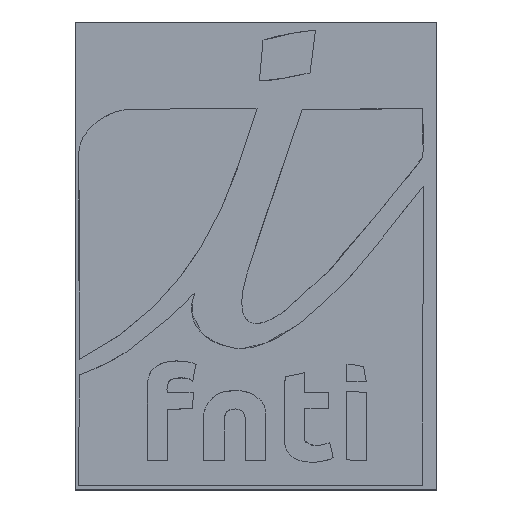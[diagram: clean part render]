
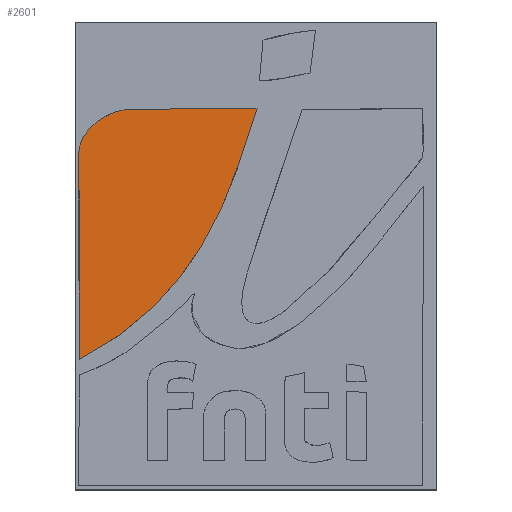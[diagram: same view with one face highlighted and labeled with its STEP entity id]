
A CAD part, top view. The second image highlights one B-rep face of the part: STEP entity #2601.
In plain terms, the highlighted planar face has unit normal (0, 0, 1).
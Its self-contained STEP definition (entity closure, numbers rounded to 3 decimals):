
#567 = SURFACE_OF_LINEAR_EXTRUSION('',#568,#573);
#568 = B_SPLINE_CURVE_WITH_KNOTS('',3,(#569,#570,#571,#572),
  .UNSPECIFIED.,.F.,.F.,(4,4),(0.,1.),.PIECEWISE_BEZIER_KNOTS.);
#569 = CARTESIAN_POINT('',(179.477,-99.462,0.));
#570 = CARTESIAN_POINT('',(163.471,-99.676,0.));
#571 = CARTESIAN_POINT('',(119.742,-100.552,0.));
#572 = CARTESIAN_POINT('',(90.699,-99.889,0.));
#573 = VECTOR('',#574,1.);
#574 = DIRECTION('',(-0.,-0.,-1.));
#600 = SURFACE_OF_LINEAR_EXTRUSION('',#601,#606);
#601 = B_SPLINE_CURVE_WITH_KNOTS('',3,(#602,#603,#604,#605),
  .UNSPECIFIED.,.F.,.F.,(4,4),(0.,1.),.PIECEWISE_BEZIER_KNOTS.);
#602 = CARTESIAN_POINT('',(53.139,-277.872,0.));
#603 = CARTESIAN_POINT('',(151.982,-228.65,0.));
#604 = CARTESIAN_POINT('',(167.561,-128.451,0.));
#605 = CARTESIAN_POINT('',(179.477,-99.462,0.));
#606 = VECTOR('',#607,1.);
#607 = DIRECTION('',(-0.,-0.,-1.));
#633 = SURFACE_OF_LINEAR_EXTRUSION('',#634,#639);
#634 = B_SPLINE_CURVE_WITH_KNOTS('',3,(#635,#636,#637,#638),
  .UNSPECIFIED.,.F.,.F.,(4,4),(0.,1.),.PIECEWISE_BEZIER_KNOTS.);
#635 = CARTESIAN_POINT('',(52.712,-129.98,0.));
#636 = CARTESIAN_POINT('',(51.85,-149.809,0.));
#637 = CARTESIAN_POINT('',(53.352,-256.958,0.));
#638 = CARTESIAN_POINT('',(53.139,-277.872,0.));
#639 = VECTOR('',#640,1.);
#640 = DIRECTION('',(-0.,-0.,-1.));
#664 = SURFACE_OF_LINEAR_EXTRUSION('',#665,#670);
#665 = B_SPLINE_CURVE_WITH_KNOTS('',3,(#666,#667,#668,#669),
  .UNSPECIFIED.,.F.,.F.,(4,4),(0.,1.),.PIECEWISE_BEZIER_KNOTS.);
#666 = CARTESIAN_POINT('',(90.699,-99.889,0.));
#667 = CARTESIAN_POINT('',(73.607,-99.499,0.));
#668 = CARTESIAN_POINT('',(53.378,-114.66,0.));
#669 = CARTESIAN_POINT('',(52.712,-129.98,0.));
#670 = VECTOR('',#671,1.);
#671 = DIRECTION('',(-0.,-0.,-1.));
#1581 = VERTEX_POINT('',#1582);
#1582 = CARTESIAN_POINT('',(179.477,-99.462,31.));
#1603 = EDGE_CURVE('',#1581,#1604,#1606,.T.);
#1604 = VERTEX_POINT('',#1605);
#1605 = CARTESIAN_POINT('',(90.699,-99.889,31.));
#1606 = SURFACE_CURVE('',#1607,(#1612,#1619),.PCURVE_S1.);
#1607 = B_SPLINE_CURVE_WITH_KNOTS('',3,(#1608,#1609,#1610,#1611),
  .UNSPECIFIED.,.F.,.F.,(4,4),(0.,1.),.PIECEWISE_BEZIER_KNOTS.);
#1608 = CARTESIAN_POINT('',(179.477,-99.462,31.));
#1609 = CARTESIAN_POINT('',(163.471,-99.676,31.));
#1610 = CARTESIAN_POINT('',(119.742,-100.552,31.));
#1611 = CARTESIAN_POINT('',(90.699,-99.889,31.));
#1612 = PCURVE('',#567,#1613);
#1613 = DEFINITIONAL_REPRESENTATION('',(#1614),#1618);
#1614 = LINE('',#1615,#1616);
#1615 = CARTESIAN_POINT('',(0.,-31.));
#1616 = VECTOR('',#1617,1.);
#1617 = DIRECTION('',(1.,0.));
#1618 = ( GEOMETRIC_REPRESENTATION_CONTEXT(2) 
PARAMETRIC_REPRESENTATION_CONTEXT() REPRESENTATION_CONTEXT('2D SPACE',''
  ) );
#1619 = PCURVE('',#1620,#1625);
#1620 = PLANE('',#1621);
#1621 = AXIS2_PLACEMENT_3D('',#1622,#1623,#1624);
#1622 = CARTESIAN_POINT('',(178.765,-204.301,31.));
#1623 = DIRECTION('',(0.,0.,1.));
#1624 = DIRECTION('',(1.,0.,0.));
#1625 = DEFINITIONAL_REPRESENTATION('',(#1626),#1631);
#1626 = B_SPLINE_CURVE_WITH_KNOTS('',3,(#1627,#1628,#1629,#1630),
  .UNSPECIFIED.,.F.,.F.,(4,4),(0.,1.),.PIECEWISE_BEZIER_KNOTS.);
#1627 = CARTESIAN_POINT('',(0.712,104.839));
#1628 = CARTESIAN_POINT('',(-15.293,104.626));
#1629 = CARTESIAN_POINT('',(-59.023,103.749));
#1630 = CARTESIAN_POINT('',(-88.066,104.412));
#1631 = ( GEOMETRIC_REPRESENTATION_CONTEXT(2) 
PARAMETRIC_REPRESENTATION_CONTEXT() REPRESENTATION_CONTEXT('2D SPACE',''
  ) );
#1659 = VERTEX_POINT('',#1660);
#1660 = CARTESIAN_POINT('',(53.139,-277.872,31.));
#1681 = EDGE_CURVE('',#1659,#1581,#1682,.T.);
#1682 = SURFACE_CURVE('',#1683,(#1688,#1695),.PCURVE_S1.);
#1683 = B_SPLINE_CURVE_WITH_KNOTS('',3,(#1684,#1685,#1686,#1687),
  .UNSPECIFIED.,.F.,.F.,(4,4),(0.,1.),.PIECEWISE_BEZIER_KNOTS.);
#1684 = CARTESIAN_POINT('',(53.139,-277.872,31.));
#1685 = CARTESIAN_POINT('',(151.982,-228.65,31.));
#1686 = CARTESIAN_POINT('',(167.561,-128.451,31.));
#1687 = CARTESIAN_POINT('',(179.477,-99.462,31.));
#1688 = PCURVE('',#600,#1689);
#1689 = DEFINITIONAL_REPRESENTATION('',(#1690),#1694);
#1690 = LINE('',#1691,#1692);
#1691 = CARTESIAN_POINT('',(0.,-31.));
#1692 = VECTOR('',#1693,1.);
#1693 = DIRECTION('',(1.,0.));
#1694 = ( GEOMETRIC_REPRESENTATION_CONTEXT(2) 
PARAMETRIC_REPRESENTATION_CONTEXT() REPRESENTATION_CONTEXT('2D SPACE',''
  ) );
#1695 = PCURVE('',#1620,#1696);
#1696 = DEFINITIONAL_REPRESENTATION('',(#1697),#1702);
#1697 = B_SPLINE_CURVE_WITH_KNOTS('',3,(#1698,#1699,#1700,#1701),
  .UNSPECIFIED.,.F.,.F.,(4,4),(0.,1.),.PIECEWISE_BEZIER_KNOTS.);
#1698 = CARTESIAN_POINT('',(-125.626,-73.571));
#1699 = CARTESIAN_POINT('',(-26.783,-24.349));
#1700 = CARTESIAN_POINT('',(-11.204,75.851));
#1701 = CARTESIAN_POINT('',(0.712,104.839));
#1702 = ( GEOMETRIC_REPRESENTATION_CONTEXT(2) 
PARAMETRIC_REPRESENTATION_CONTEXT() REPRESENTATION_CONTEXT('2D SPACE',''
  ) );
#1710 = EDGE_CURVE('',#1604,#1711,#1713,.T.);
#1711 = VERTEX_POINT('',#1712);
#1712 = CARTESIAN_POINT('',(52.712,-129.98,31.));
#1713 = SURFACE_CURVE('',#1714,(#1719,#1726),.PCURVE_S1.);
#1714 = B_SPLINE_CURVE_WITH_KNOTS('',3,(#1715,#1716,#1717,#1718),
  .UNSPECIFIED.,.F.,.F.,(4,4),(0.,1.),.PIECEWISE_BEZIER_KNOTS.);
#1715 = CARTESIAN_POINT('',(90.699,-99.889,31.));
#1716 = CARTESIAN_POINT('',(73.607,-99.499,31.));
#1717 = CARTESIAN_POINT('',(53.378,-114.66,31.));
#1718 = CARTESIAN_POINT('',(52.712,-129.98,31.));
#1719 = PCURVE('',#664,#1720);
#1720 = DEFINITIONAL_REPRESENTATION('',(#1721),#1725);
#1721 = LINE('',#1722,#1723);
#1722 = CARTESIAN_POINT('',(0.,-31.));
#1723 = VECTOR('',#1724,1.);
#1724 = DIRECTION('',(1.,0.));
#1725 = ( GEOMETRIC_REPRESENTATION_CONTEXT(2) 
PARAMETRIC_REPRESENTATION_CONTEXT() REPRESENTATION_CONTEXT('2D SPACE',''
  ) );
#1726 = PCURVE('',#1620,#1727);
#1727 = DEFINITIONAL_REPRESENTATION('',(#1728),#1733);
#1728 = B_SPLINE_CURVE_WITH_KNOTS('',3,(#1729,#1730,#1731,#1732),
  .UNSPECIFIED.,.F.,.F.,(4,4),(0.,1.),.PIECEWISE_BEZIER_KNOTS.);
#1729 = CARTESIAN_POINT('',(-88.066,104.412));
#1730 = CARTESIAN_POINT('',(-105.158,104.803));
#1731 = CARTESIAN_POINT('',(-125.387,89.642));
#1732 = CARTESIAN_POINT('',(-126.053,74.322));
#1733 = ( GEOMETRIC_REPRESENTATION_CONTEXT(2) 
PARAMETRIC_REPRESENTATION_CONTEXT() REPRESENTATION_CONTEXT('2D SPACE',''
  ) );
#1761 = EDGE_CURVE('',#1711,#1659,#1762,.T.);
#1762 = SURFACE_CURVE('',#1763,(#1768,#1775),.PCURVE_S1.);
#1763 = B_SPLINE_CURVE_WITH_KNOTS('',3,(#1764,#1765,#1766,#1767),
  .UNSPECIFIED.,.F.,.F.,(4,4),(0.,1.),.PIECEWISE_BEZIER_KNOTS.);
#1764 = CARTESIAN_POINT('',(52.712,-129.98,31.));
#1765 = CARTESIAN_POINT('',(51.85,-149.809,31.));
#1766 = CARTESIAN_POINT('',(53.352,-256.958,31.));
#1767 = CARTESIAN_POINT('',(53.139,-277.872,31.));
#1768 = PCURVE('',#633,#1769);
#1769 = DEFINITIONAL_REPRESENTATION('',(#1770),#1774);
#1770 = LINE('',#1771,#1772);
#1771 = CARTESIAN_POINT('',(0.,-31.));
#1772 = VECTOR('',#1773,1.);
#1773 = DIRECTION('',(1.,0.));
#1774 = ( GEOMETRIC_REPRESENTATION_CONTEXT(2) 
PARAMETRIC_REPRESENTATION_CONTEXT() REPRESENTATION_CONTEXT('2D SPACE',''
  ) );
#1775 = PCURVE('',#1620,#1776);
#1776 = DEFINITIONAL_REPRESENTATION('',(#1777),#1782);
#1777 = B_SPLINE_CURVE_WITH_KNOTS('',3,(#1778,#1779,#1780,#1781),
  .UNSPECIFIED.,.F.,.F.,(4,4),(0.,1.),.PIECEWISE_BEZIER_KNOTS.);
#1778 = CARTESIAN_POINT('',(-126.053,74.322));
#1779 = CARTESIAN_POINT('',(-126.915,54.492));
#1780 = CARTESIAN_POINT('',(-125.413,-52.657));
#1781 = CARTESIAN_POINT('',(-125.626,-73.571));
#1782 = ( GEOMETRIC_REPRESENTATION_CONTEXT(2) 
PARAMETRIC_REPRESENTATION_CONTEXT() REPRESENTATION_CONTEXT('2D SPACE',''
  ) );
#2601 = ADVANCED_FACE('',(#2602),#1620,.T.);
#2602 = FACE_BOUND('',#2603,.T.);
#2603 = EDGE_LOOP('',(#2604,#2605,#2606,#2607));
#2604 = ORIENTED_EDGE('',*,*,#1603,.T.);
#2605 = ORIENTED_EDGE('',*,*,#1710,.T.);
#2606 = ORIENTED_EDGE('',*,*,#1761,.T.);
#2607 = ORIENTED_EDGE('',*,*,#1681,.T.);
